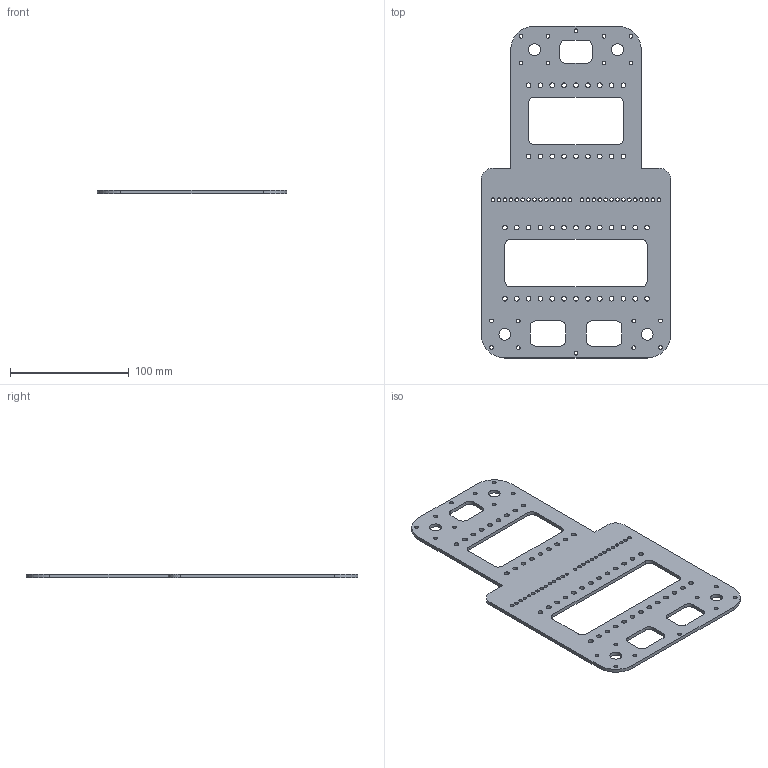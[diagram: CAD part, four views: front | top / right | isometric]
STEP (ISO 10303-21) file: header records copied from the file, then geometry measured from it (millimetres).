
FILE_DESCRIPTION (( 'STEP AP203' ), '1' );
FILE_NAME ('菁攫隅弇x1-抯啣.STEP', '2024-08-12T06:08:32', ( '' ), ( '' ), 'SwSTEP 2.0', 'SolidWorks 2020', '' );
FILE_SCHEMA (( 'CONFIG_CONTROL_DESIGN' ));
Length unit declared in the file: millimetre
Products named in the file (1): 菁攫隅弇x1-抯啣
Bounding box: 160 x 280 x 3 mm (x, y, z)
Volume: 82537.8 mm3; surface area: 63335.2 mm2
Topology: 1 solids, 1 shells, 244 faces, 726 edges, 484 vertices
Faces by surface type: cylinder 214, plane 30
Entity records: 8911 total; most frequent: DIRECTION 1644, CARTESIAN_POINT 1455, ORIENTED_EDGE 1452, EDGE_CURVE 726, AXIS2_PLACEMENT_3D 673, VERTEX_POINT 484, EDGE_LOOP 442, CIRCLE 428
